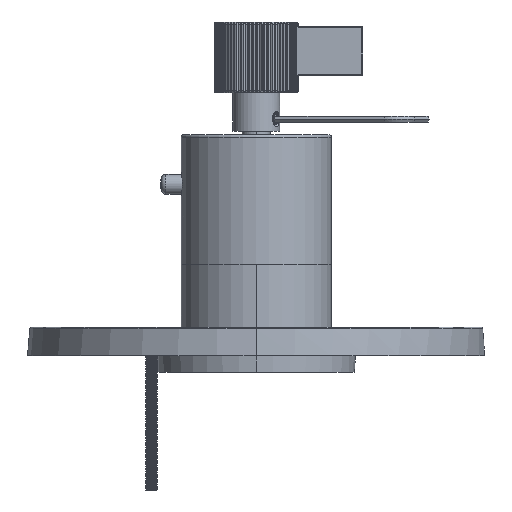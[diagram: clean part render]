
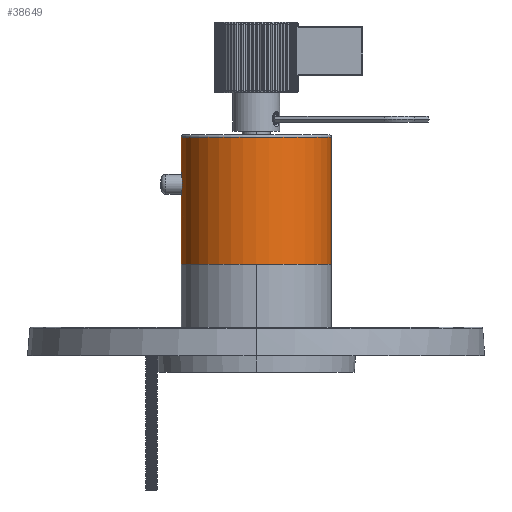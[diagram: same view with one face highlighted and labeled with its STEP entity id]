
A CAD part, left-side view. The second image highlights one B-rep face of the part: STEP entity #38649.
In plain terms, the highlighted cylindrical face has radius 25.019 mm (diameter 50.038 mm), a partial arc.
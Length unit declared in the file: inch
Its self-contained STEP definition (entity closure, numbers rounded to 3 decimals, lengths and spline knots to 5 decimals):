
#35693=DIRECTION('',(0.,1.,0.));
#35694=VECTOR('',#35693,0.875);
#35695=CARTESIAN_POINT('',(0.985,0.,0.));
#35696=LINE('',#35695,#35694);
#35702=DIRECTION('',(0.,1.,0.));
#35703=VECTOR('',#35702,1.67);
#35704=CARTESIAN_POINT('',(-0.985,0.,0.));
#35705=LINE('',#35704,#35703);
#35711=DIRECTION('',(0.,1.,0.));
#35712=VECTOR('',#35711,0.445);
#35713=CARTESIAN_POINT('',(0.985,1.225,0.));
#35714=LINE('',#35713,#35712);
#35723=CARTESIAN_POINT('',(0.985,1.225,0.));
#35724=CARTESIAN_POINT('',(0.985,1.225,-0.01121));
#35725=CARTESIAN_POINT('',(0.98462,1.22251,
-0.03285));
#35726=CARTESIAN_POINT('',(0.98311,1.21217,
-0.06327));
#35727=CARTESIAN_POINT('',(0.98094,1.19609,
-0.09063));
#35728=CARTESIAN_POINT('',(0.97836,1.17447,
-0.11495));
#35729=CARTESIAN_POINT('',(0.97572,1.14767,
-0.13531));
#35730=CARTESIAN_POINT('',(0.97346,1.11675,
-0.15051));
#35731=CARTESIAN_POINT('',(0.97199,1.08399,
-0.15958));
#35732=CARTESIAN_POINT('',(0.97148,1.05028,
-0.16265));
#35733=CARTESIAN_POINT('',(0.97198,1.01652,
-0.15967));
#35734=CARTESIAN_POINT('',(0.97343,0.98377,
-0.15071));
#35735=CARTESIAN_POINT('',(0.97568,0.9528,
-0.1356));
#35736=CARTESIAN_POINT('',(0.9783,0.92606,
-0.11543));
#35737=CARTESIAN_POINT('',(0.98088,0.90436,
-0.09125));
#35738=CARTESIAN_POINT('',(0.98306,0.88815,
-0.06397));
#35739=CARTESIAN_POINT('',(0.98461,0.87758,
-0.03337));
#35740=CARTESIAN_POINT('',(0.985,0.875,-0.01142));
#35741=CARTESIAN_POINT('',(0.985,0.875,0.));
#35743=CARTESIAN_POINT('',(0.,1.67,0.));
#35744=DIRECTION('',(0.,1.,0.));
#35745=DIRECTION('',(1.,0.,0.));
#35746=AXIS2_PLACEMENT_3D('',#35743,#35744,#35745);
#35748=CARTESIAN_POINT('',(0.,0.,0.));
#35749=DIRECTION('',(0.,1.,0.));
#35750=DIRECTION('',(1.,0.,0.));
#35751=AXIS2_PLACEMENT_3D('',#35748,#35749,#35750);
#38195=CARTESIAN_POINT('',(0.985,0.,0.));
#38196=CARTESIAN_POINT('',(-0.985,0.,0.));
#38197=VERTEX_POINT('',#38195);
#38198=VERTEX_POINT('',#38196);
#38551=CARTESIAN_POINT('',(0.985,1.67,0.));
#38552=CARTESIAN_POINT('',(-0.985,1.67,0.));
#38553=VERTEX_POINT('',#38551);
#38554=VERTEX_POINT('',#38552);
#38563=VERTEX_POINT('',#35723);
#38564=VERTEX_POINT('',#35741);
#38635=CARTESIAN_POINT('',(0.,-0.085,0.));
#38636=DIRECTION('',(0.,1.,0.));
#38637=DIRECTION('',(1.,0.,0.));
#38638=AXIS2_PLACEMENT_3D('',#38635,#38636,#38637);
#38639=CYLINDRICAL_SURFACE('',#38638,0.985);
#38640=ORIENTED_EDGE('',*,*,#38626,.F.);
#38641=ORIENTED_EDGE('',*,*,#38601,.T.);
#38643=ORIENTED_EDGE('',*,*,#38642,.T.);
#38644=ORIENTED_EDGE('',*,*,#38597,.F.);
#38645=ORIENTED_EDGE('',*,*,#38576,.F.);
#38646=ORIENTED_EDGE('',*,*,#38594,.T.);
#38647=EDGE_LOOP('',(#38640,#38641,#38643,#38644,#38645,#38646));
#38648=FACE_OUTER_BOUND('',#38647,.F.);
#38649=ADVANCED_FACE('',(#38648),#38639,.T.);
#35742=B_SPLINE_CURVE_WITH_KNOTS('',3,(#35723,#35724,#35725,#35726,#35727,
#35728,#35729,#35730,#35731,#35732,#35733,#35734,#35735,#35736,#35737,#35738,
#35739,#35740,#35741),.UNSPECIFIED.,.F.,.F.,(4,1,1,1,1,1,1,1,1,1,1,1,1,1,1,1,4),
(0.,0.0625,0.125,0.1875,0.25,0.3125,0.375,0.4375,0.5,0.5625,
0.625,0.6875,0.75,0.8125,0.875,0.9375,1.),.UNSPECIFIED.);
#35747=CIRCLE('',#35746,0.985);
#35752=CIRCLE('',#35751,0.985);
#38576=EDGE_CURVE('',#38197,#38198,#35752,.T.);
#38594=EDGE_CURVE('',#38197,#38564,#35696,.T.);
#38597=EDGE_CURVE('',#38198,#38554,#35705,.T.);
#38601=EDGE_CURVE('',#38563,#38553,#35714,.T.);
#38626=EDGE_CURVE('',#38563,#38564,#35742,.T.);
#38642=EDGE_CURVE('',#38553,#38554,#35747,.T.);
